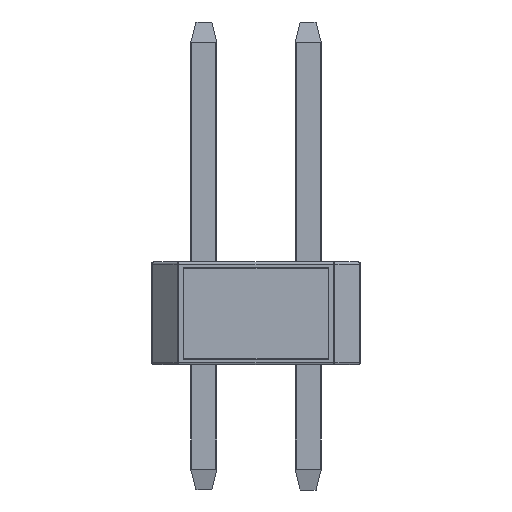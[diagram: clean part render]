
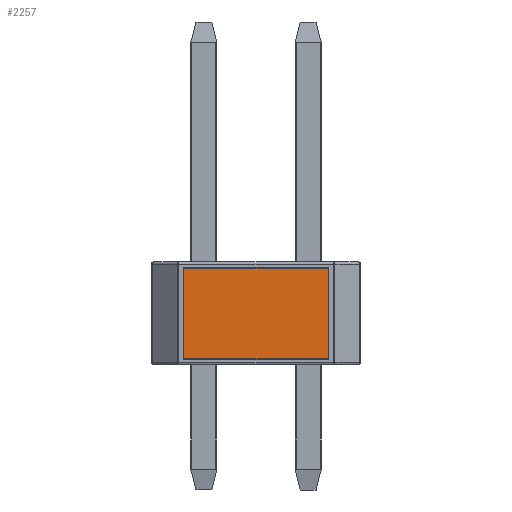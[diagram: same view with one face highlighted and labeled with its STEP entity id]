
A CAD part, left-side view. The second image highlights one B-rep face of the part: STEP entity #2257.
In plain terms, the highlighted planar face has unit normal (-1, 0, 0).
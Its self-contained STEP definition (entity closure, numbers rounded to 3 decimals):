
#306=FACE_OUTER_BOUND('',#432,.T.);
#432=EDGE_LOOP('',(#1834,#1835,#1836,#1837));
#571=LINE('',#3491,#787);
#572=LINE('',#3496,#788);
#575=LINE('',#3504,#791);
#577=LINE('',#3507,#793);
#787=VECTOR('',#2800,10.);
#788=VECTOR('',#2805,10.);
#791=VECTOR('',#2814,10.);
#793=VECTOR('',#2818,10.);
#984=VERTEX_POINT('',#3488);
#985=VERTEX_POINT('',#3490);
#986=VERTEX_POINT('',#3494);
#987=VERTEX_POINT('',#3495);
#1200=EDGE_CURVE('',#985,#984,#571,.T.);
#1202=EDGE_CURVE('',#986,#987,#572,.T.);
#1207=EDGE_CURVE('',#984,#986,#575,.T.);
#1209=EDGE_CURVE('',#987,#985,#577,.T.);
#1834=ORIENTED_EDGE('',*,*,#1207,.T.);
#1835=ORIENTED_EDGE('',*,*,#1202,.T.);
#1836=ORIENTED_EDGE('',*,*,#1209,.T.);
#1837=ORIENTED_EDGE('',*,*,#1200,.T.);
#2020=PLANE('',#2503);
#2257=ADVANCED_FACE('',(#306),#2020,.T.);
#2503=AXIS2_PLACEMENT_3D('',#3705,#3069,#3070);
#2800=DIRECTION('',(0.,1.,0.));
#2805=DIRECTION('',(0.,-1.,0.));
#2814=DIRECTION('',(0.,0.,-1.));
#2818=DIRECTION('',(0.,0.,1.));
#3069=DIRECTION('center_axis',(-1.,0.,0.));
#3070=DIRECTION('ref_axis',(0.,0.,1.));
#3488=CARTESIAN_POINT('',(-1.27,3.023,2.35));
#3490=CARTESIAN_POINT('',(-1.27,-0.488,2.35));
#3491=CARTESIAN_POINT('',(-1.27,3.023,2.35));
#3494=CARTESIAN_POINT('',(-1.27,3.023,0.15));
#3495=CARTESIAN_POINT('',(-1.27,-0.488,0.15));
#3496=CARTESIAN_POINT('',(-1.27,-0.488,0.15));
#3504=CARTESIAN_POINT('',(-1.27,3.023,0.15));
#3507=CARTESIAN_POINT('',(-1.27,-0.488,2.35));
#3705=CARTESIAN_POINT('Origin',(-1.27,1.268,1.25));
